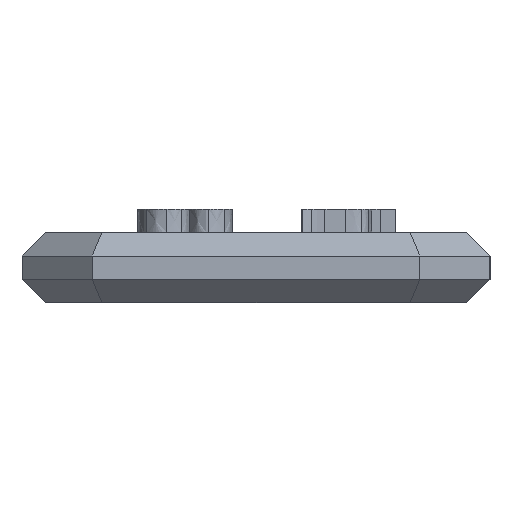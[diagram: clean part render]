
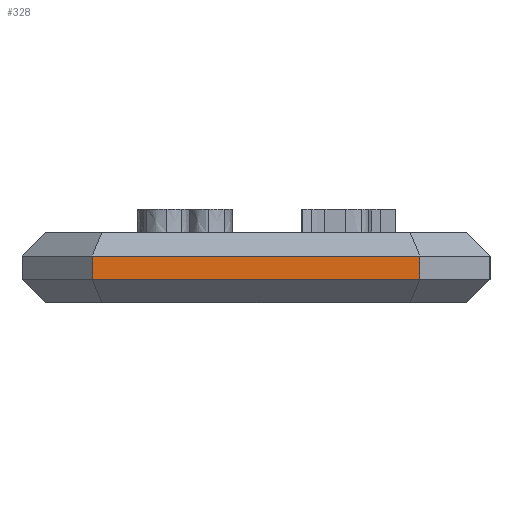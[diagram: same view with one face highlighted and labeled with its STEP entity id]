
A CAD part, left-side view. The second image highlights one B-rep face of the part: STEP entity #328.
In plain terms, the highlighted planar face has unit normal (-1, 0, 0).
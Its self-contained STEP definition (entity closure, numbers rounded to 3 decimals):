
#328=ADVANCED_FACE('',(#2288),#2290,.T.);
#2288=FACE_BOUND('',#2289,.T.);
#2289=EDGE_LOOP('',(#5198,#5199,#5200,#5201));
#2290=PLANE('',#2291);
#2291=AXIS2_PLACEMENT_3D('',#2292,#2293,#2294);
#2292=CARTESIAN_POINT('',(-30.,10.,0.));
#2293=DIRECTION('',(-1.,0.,0.));
#2294=DIRECTION('',(0.,-1.,0.));
#5198=ORIENTED_EDGE('',*,*,#6678,.T.);
#5199=ORIENTED_EDGE('',*,*,#7226,.T.);
#5200=ORIENTED_EDGE('',*,*,#6703,.F.);
#5201=ORIENTED_EDGE('',*,*,#7227,.F.);
#6678=EDGE_CURVE('',#8140,#8141,#8142,.T.);
#6703=EDGE_CURVE('',#8175,#8178,#8179,.T.);
#7226=EDGE_CURVE('',#8141,#8178,#8962,.T.);
#7227=EDGE_CURVE('',#8140,#8175,#8963,.T.);
#8140=VERTEX_POINT('',#10668);
#8141=VERTEX_POINT('',#10669);
#8142=LINE('',#10670,#10671);
#8175=VERTEX_POINT('',#10749);
#8178=VERTEX_POINT('',#10756);
#8179=LINE('',#10757,#10758);
#8962=LINE('',#12586,#12587);
#8963=LINE('',#12589,#12590);
#10668=CARTESIAN_POINT('',(-30.,7.,1.));
#10669=CARTESIAN_POINT('',(-30.,-7.,1.));
#10670=CARTESIAN_POINT('',(-30.,7.,1.));
#10671=VECTOR('',#10672,1.);
#10672=DIRECTION('',(0.,-1.,0.));
#10749=CARTESIAN_POINT('',(-30.,7.,2.));
#10756=CARTESIAN_POINT('',(-30.,-7.,2.));
#10757=CARTESIAN_POINT('',(-30.,7.,2.));
#10758=VECTOR('',#10759,1.);
#10759=DIRECTION('',(0.,-1.,0.));
#12586=CARTESIAN_POINT('',(-30.,-7.,1.));
#12587=VECTOR('',#12588,1.);
#12588=DIRECTION('',(0.,0.,1.));
#12589=CARTESIAN_POINT('',(-30.,7.,1.));
#12590=VECTOR('',#12591,1.);
#12591=DIRECTION('',(0.,0.,1.));
